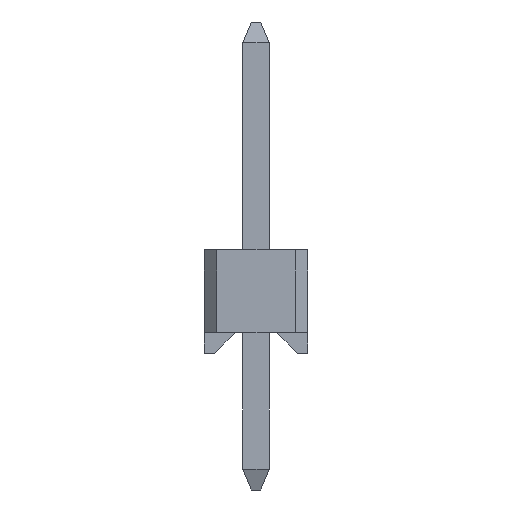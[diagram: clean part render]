
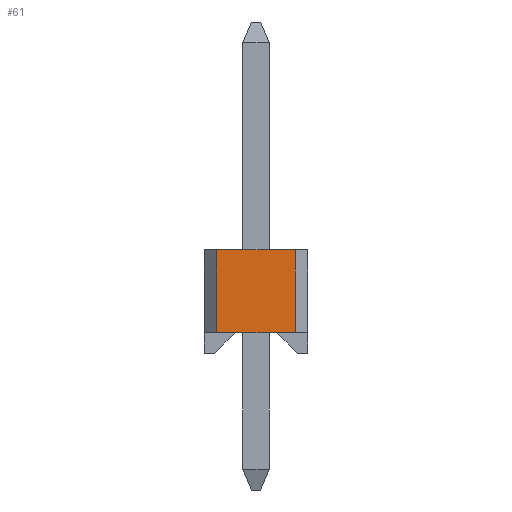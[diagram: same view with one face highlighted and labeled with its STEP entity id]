
A CAD part, left-side view. The second image highlights one B-rep face of the part: STEP entity #61.
In plain terms, the highlighted planar face has unit normal (-1, 0, 0).
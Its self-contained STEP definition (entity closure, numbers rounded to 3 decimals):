
#61=ADVANCED_FACE('',(#549),#305,.T.);
#305=PLANE('',#4592);
#549=FACE_OUTER_BOUND('',#807,.T.);
#807=EDGE_LOOP('',(#1358,#1359,#1360,#1361));
#1358=ORIENTED_EDGE('',*,*,#2981,.F.);
#1359=ORIENTED_EDGE('',*,*,#2862,.T.);
#1360=ORIENTED_EDGE('',*,*,#2982,.T.);
#1361=ORIENTED_EDGE('',*,*,#2939,.T.);
#2449=VERTEX_POINT('',#6275);
#2450=VERTEX_POINT('',#6277);
#2515=VERTEX_POINT('',#6419);
#2516=VERTEX_POINT('',#6421);
#2862=EDGE_CURVE('',#2450,#2449,#3490,.T.);
#2939=EDGE_CURVE('',#2516,#2515,#3567,.T.);
#2981=EDGE_CURVE('',#2450,#2515,#3609,.T.);
#2982=EDGE_CURVE('',#2449,#2516,#3610,.T.);
#3490=LINE('',#6276,#4118);
#3567=LINE('',#6420,#4195);
#3609=LINE('',#6496,#4237);
#3610=LINE('',#6497,#4238);
#4118=VECTOR('',#5013,1.);
#4195=VECTOR('',#5092,1.);
#4237=VECTOR('',#5138,1.);
#4238=VECTOR('',#5139,1.);
#4592=AXIS2_PLACEMENT_3D('',#6498,#5140,#5141);
#5013=DIRECTION('',(0.,-1.,0.));
#5092=DIRECTION('',(0.,1.,0.));
#5138=DIRECTION('',(0.,0.,1.));
#5139=DIRECTION('',(0.,0.,1.));
#5140=DIRECTION('',(-1.,0.,0.));
#5141=DIRECTION('',(0.,0.,1.));
#6275=CARTESIAN_POINT('',(0.,0.3,0.));
#6276=CARTESIAN_POINT('',(0.,1.25,0.));
#6277=CARTESIAN_POINT('',(0.,2.2,0.));
#6419=CARTESIAN_POINT('',(0.,2.2,2.));
#6420=CARTESIAN_POINT('',(0.,1.25,2.));
#6421=CARTESIAN_POINT('',(0.,0.3,2.));
#6496=CARTESIAN_POINT('',(0.,2.2,0.));
#6497=CARTESIAN_POINT('',(0.,0.3,0.));
#6498=CARTESIAN_POINT('',(0.,1.25,0.));
